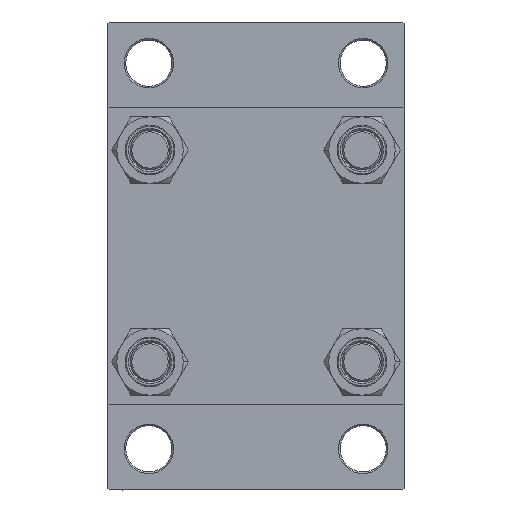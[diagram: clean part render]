
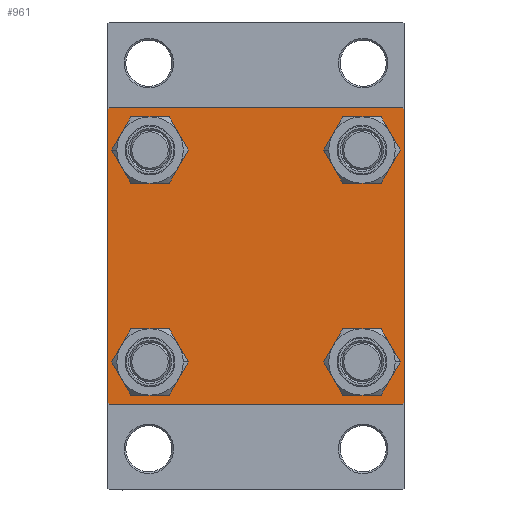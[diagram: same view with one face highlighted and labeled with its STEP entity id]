
A CAD part, left-side view. The second image highlights one B-rep face of the part: STEP entity #961.
In plain terms, the highlighted planar face has unit normal (-1, 0, 0).
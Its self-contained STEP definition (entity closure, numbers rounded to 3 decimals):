
#319 = AXIS2_PLACEMENT_3D ( 'NONE', #38113, #19508, #41701 ) ;
#961 = ADVANCED_FACE ( 'NONE', ( #29274, #32615, #40028, #31914, #10464 ), #17843, .T. ) ;
#1605 = DIRECTION ( 'NONE',  ( 0., 0., 1. ) ) ;
#1754 = CARTESIAN_POINT ( 'NONE',  ( 0., -45., 44.5 ) ) ;
#2310 = VECTOR ( 'NONE', #37293, 1000. ) ;
#2386 = CARTESIAN_POINT ( 'NONE',  ( 0., -44.75, 44.75 ) ) ;
#2454 = CARTESIAN_POINT ( 'NONE',  ( 0., 32.15, 32.15 ) ) ;
#2630 = CARTESIAN_POINT ( 'NONE',  ( 0., -32.15, 25.65 ) ) ;
#2847 = VECTOR ( 'NONE', #24099, 1000. ) ;
#3333 = EDGE_LOOP ( 'NONE', ( #32719, #39533 ) ) ;
#3386 = VECTOR ( 'NONE', #26626, 1000. ) ;
#3970 = ORIENTED_EDGE ( 'NONE', *, *, #30775, .T. ) ;
#4912 = DIRECTION ( 'NONE',  ( 0., 0.707, -0.707 ) ) ;
#5531 = EDGE_CURVE ( 'NONE', #20601, #20679, #20899, .T. ) ;
#5575 = AXIS2_PLACEMENT_3D ( 'NONE', #2454, #45650, #31532 ) ;
#6227 = DIRECTION ( 'NONE',  ( 1., 0., 0. ) ) ;
#6855 = DIRECTION ( 'NONE',  ( 1., 0., 0. ) ) ;
#7496 = CARTESIAN_POINT ( 'NONE',  ( 0., -44.75, -44.75 ) ) ;
#7508 = CARTESIAN_POINT ( 'NONE',  ( 0., 45., -44.5 ) ) ;
#7792 = ORIENTED_EDGE ( 'NONE', *, *, #5531, .T. ) ;
#7875 = CIRCLE ( 'NONE', #5575, 6.5 ) ;
#7879 = EDGE_CURVE ( 'NONE', #20679, #20601, #37777, .T. ) ;
#7965 = CARTESIAN_POINT ( 'NONE',  ( 0., -45., 45. ) ) ;
#8141 = EDGE_CURVE ( 'NONE', #8594, #11123, #9607, .T. ) ;
#8509 = CARTESIAN_POINT ( 'NONE',  ( 0., 45., 44.5 ) ) ;
#8594 = VERTEX_POINT ( 'NONE', #40018 ) ;
#9503 = CARTESIAN_POINT ( 'NONE',  ( 0., -44.5, 45. ) ) ;
#9607 = CIRCLE ( 'NONE', #15686, 6.5 ) ;
#10145 = LINE ( 'NONE', #7496, #16700 ) ;
#10464 = FACE_OUTER_BOUND ( 'NONE', #19255, .T. ) ;
#11123 = VERTEX_POINT ( 'NONE', #16524 ) ;
#11294 = DIRECTION ( 'NONE',  ( 0., 0., -1. ) ) ;
#11366 = EDGE_CURVE ( 'NONE', #34134, #22501, #20750, .T. ) ;
#12085 = CARTESIAN_POINT ( 'NONE',  ( 0., 45., -45. ) ) ;
#12117 = CARTESIAN_POINT ( 'NONE',  ( 0., -32.15, -25.65 ) ) ;
#12222 = ORIENTED_EDGE ( 'NONE', *, *, #32672, .F. ) ;
#12341 = CARTESIAN_POINT ( 'NONE',  ( 0., -32.15, -32.15 ) ) ;
#12595 = ORIENTED_EDGE ( 'NONE', *, *, #36867, .T. ) ;
#12606 = CARTESIAN_POINT ( 'NONE',  ( 0., 44.5, -45. ) ) ;
#12810 = DIRECTION ( 'NONE',  ( 1., 0., 0. ) ) ;
#12942 = CARTESIAN_POINT ( 'NONE',  ( 0., -44.5, -45. ) ) ;
#13282 = CARTESIAN_POINT ( 'NONE',  ( 0., 32.15, 32.15 ) ) ;
#13366 = DIRECTION ( 'NONE',  ( 0., -0.707, -0.707 ) ) ;
#14067 = CARTESIAN_POINT ( 'NONE',  ( 0., 44.75, -44.75 ) ) ;
#14120 = EDGE_CURVE ( 'NONE', #42275, #44917, #17418, .T. ) ;
#14301 = CARTESIAN_POINT ( 'NONE',  ( 0., -32.15, 38.65 ) ) ;
#14487 = EDGE_CURVE ( 'NONE', #34134, #23552, #39914, .T. ) ;
#14848 = DIRECTION ( 'NONE',  ( 0., -1., 0. ) ) ;
#15084 = LINE ( 'NONE', #43714, #37381 ) ;
#15554 = ORIENTED_EDGE ( 'NONE', *, *, #8141, .T. ) ;
#15686 = AXIS2_PLACEMENT_3D ( 'NONE', #43304, #21117, #31607 ) ;
#16096 = EDGE_CURVE ( 'NONE', #11123, #8594, #40197, .T. ) ;
#16524 = CARTESIAN_POINT ( 'NONE',  ( 0., 32.15, -38.65 ) ) ;
#16700 = VECTOR ( 'NONE', #21559, 1000. ) ;
#17085 = AXIS2_PLACEMENT_3D ( 'NONE', #46501, #43151, #21659 ) ;
#17418 = CIRCLE ( 'NONE', #34150, 6.5 ) ;
#17654 = VERTEX_POINT ( 'NONE', #41939 ) ;
#17843 = PLANE ( 'NONE',  #17085 ) ;
#18708 = AXIS2_PLACEMENT_3D ( 'NONE', #24750, #6855, #43357 ) ;
#18928 = LINE ( 'NONE', #27431, #2310 ) ;
#19011 = CARTESIAN_POINT ( 'NONE',  ( 0., 44.5, 45. ) ) ;
#19084 = ORIENTED_EDGE ( 'NONE', *, *, #20077, .T. ) ;
#19255 = EDGE_LOOP ( 'NONE', ( #3970, #32871, #21871, #19084, #38581, #35926, #12222, #26438 ) ) ;
#19259 = ORIENTED_EDGE ( 'NONE', *, *, #42728, .T. ) ;
#19508 = DIRECTION ( 'NONE',  ( 1., 0., 0. ) ) ;
#20077 = EDGE_CURVE ( 'NONE', #20331, #23552, #10145, .T. ) ;
#20331 = VERTEX_POINT ( 'NONE', #12942 ) ;
#20601 = VERTEX_POINT ( 'NONE', #2630 ) ;
#20678 = DIRECTION ( 'NONE',  ( 0., 0., 1. ) ) ;
#20679 = VERTEX_POINT ( 'NONE', #14301 ) ;
#20685 = EDGE_CURVE ( 'NONE', #41349, #27301, #46764, .T. ) ;
#20750 = LINE ( 'NONE', #2386, #2847 ) ;
#20899 = CIRCLE ( 'NONE', #319, 6.5 ) ;
#21117 = DIRECTION ( 'NONE',  ( 1., 0., 0. ) ) ;
#21238 = DIRECTION ( 'NONE',  ( 0., 0., 1. ) ) ;
#21343 = VECTOR ( 'NONE', #4912, 1000. ) ;
#21559 = DIRECTION ( 'NONE',  ( 0., -0.707, 0.707 ) ) ;
#21659 = DIRECTION ( 'NONE',  ( 0., 0., 1. ) ) ;
#21871 = ORIENTED_EDGE ( 'NONE', *, *, #45583, .T. ) ;
#22501 = VERTEX_POINT ( 'NONE', #9503 ) ;
#22623 = EDGE_LOOP ( 'NONE', ( #28445, #7792 ) ) ;
#23046 = AXIS2_PLACEMENT_3D ( 'NONE', #12341, #12810, #1605 ) ;
#23408 = VECTOR ( 'NONE', #11294, 1000. ) ;
#23519 = CARTESIAN_POINT ( 'NONE',  ( 0., 44.75, 44.75 ) ) ;
#23552 = VERTEX_POINT ( 'NONE', #26848 ) ;
#24099 = DIRECTION ( 'NONE',  ( 0., 0.707, 0.707 ) ) ;
#24750 = CARTESIAN_POINT ( 'NONE',  ( 0., -32.15, 32.15 ) ) ;
#25708 = AXIS2_PLACEMENT_3D ( 'NONE', #32505, #43270, #32271 ) ;
#26166 = AXIS2_PLACEMENT_3D ( 'NONE', #28617, #6227, #21238 ) ;
#26438 = ORIENTED_EDGE ( 'NONE', *, *, #31206, .T. ) ;
#26567 = VERTEX_POINT ( 'NONE', #8509 ) ;
#26626 = DIRECTION ( 'NONE',  ( 0., -1., 0. ) ) ;
#26848 = CARTESIAN_POINT ( 'NONE',  ( 0., -45., -44.5 ) ) ;
#27301 = VERTEX_POINT ( 'NONE', #12606 ) ;
#27431 = CARTESIAN_POINT ( 'NONE',  ( 0., 45., 45. ) ) ;
#27828 = DIRECTION ( 'NONE',  ( 1., 0., 0. ) ) ;
#28445 = ORIENTED_EDGE ( 'NONE', *, *, #7879, .T. ) ;
#28617 = CARTESIAN_POINT ( 'NONE',  ( 0., -32.15, -32.15 ) ) ;
#29122 = CIRCLE ( 'NONE', #23046, 6.5 ) ;
#29274 = FACE_BOUND ( 'NONE', #22623, .T. ) ;
#30230 = VERTEX_POINT ( 'NONE', #12117 ) ;
#30775 = EDGE_CURVE ( 'NONE', #26567, #41349, #18928, .T. ) ;
#31206 = EDGE_CURVE ( 'NONE', #41139, #26567, #37588, .T. ) ;
#31322 = EDGE_LOOP ( 'NONE', ( #15554, #43972 ) ) ;
#31532 = DIRECTION ( 'NONE',  ( 0., 0., 1. ) ) ;
#31607 = DIRECTION ( 'NONE',  ( 0., 0., 1. ) ) ;
#31914 = FACE_BOUND ( 'NONE', #3333, .T. ) ;
#32271 = DIRECTION ( 'NONE',  ( 0., 0., 1. ) ) ;
#32505 = CARTESIAN_POINT ( 'NONE',  ( 0., 32.15, -32.15 ) ) ;
#32615 = FACE_BOUND ( 'NONE', #42410, .T. ) ;
#32672 = EDGE_CURVE ( 'NONE', #41139, #22501, #15084, .T. ) ;
#32719 = ORIENTED_EDGE ( 'NONE', *, *, #14120, .T. ) ;
#32871 = ORIENTED_EDGE ( 'NONE', *, *, #20685, .T. ) ;
#34134 = VERTEX_POINT ( 'NONE', #1754 ) ;
#34150 = AXIS2_PLACEMENT_3D ( 'NONE', #13282, #27828, #20678 ) ;
#34671 = CARTESIAN_POINT ( 'NONE',  ( 0., 32.15, 38.65 ) ) ;
#34962 = CARTESIAN_POINT ( 'NONE',  ( 0., 32.15, 25.65 ) ) ;
#35926 = ORIENTED_EDGE ( 'NONE', *, *, #11366, .T. ) ;
#36867 = EDGE_CURVE ( 'NONE', #30230, #17654, #29122, .T. ) ;
#37293 = DIRECTION ( 'NONE',  ( 0., 0., -1. ) ) ;
#37381 = VECTOR ( 'NONE', #14848, 1000. ) ;
#37588 = LINE ( 'NONE', #23519, #21343 ) ;
#37777 = CIRCLE ( 'NONE', #18708, 6.5 ) ;
#38113 = CARTESIAN_POINT ( 'NONE',  ( 0., -32.15, 32.15 ) ) ;
#38581 = ORIENTED_EDGE ( 'NONE', *, *, #14487, .F. ) ;
#38622 = EDGE_CURVE ( 'NONE', #44917, #42275, #7875, .T. ) ;
#39533 = ORIENTED_EDGE ( 'NONE', *, *, #38622, .T. ) ;
#39914 = LINE ( 'NONE', #7965, #23408 ) ;
#40018 = CARTESIAN_POINT ( 'NONE',  ( 0., 32.15, -25.65 ) ) ;
#40028 = FACE_BOUND ( 'NONE', #31322, .T. ) ;
#40197 = CIRCLE ( 'NONE', #25708, 6.5 ) ;
#41125 = VECTOR ( 'NONE', #13366, 1000. ) ;
#41139 = VERTEX_POINT ( 'NONE', #19011 ) ;
#41349 = VERTEX_POINT ( 'NONE', #7508 ) ;
#41402 = CIRCLE ( 'NONE', #26166, 6.5 ) ;
#41701 = DIRECTION ( 'NONE',  ( 0., 0., 1. ) ) ;
#41939 = CARTESIAN_POINT ( 'NONE',  ( 0., -32.15, -38.65 ) ) ;
#42275 = VERTEX_POINT ( 'NONE', #34671 ) ;
#42410 = EDGE_LOOP ( 'NONE', ( #12595, #19259 ) ) ;
#42728 = EDGE_CURVE ( 'NONE', #17654, #30230, #41402, .T. ) ;
#43151 = DIRECTION ( 'NONE',  ( -1., 0., 0. ) ) ;
#43270 = DIRECTION ( 'NONE',  ( 1., 0., 0. ) ) ;
#43304 = CARTESIAN_POINT ( 'NONE',  ( 0., 32.15, -32.15 ) ) ;
#43357 = DIRECTION ( 'NONE',  ( 0., 0., 1. ) ) ;
#43714 = CARTESIAN_POINT ( 'NONE',  ( 0., 45., 45. ) ) ;
#43972 = ORIENTED_EDGE ( 'NONE', *, *, #16096, .T. ) ;
#44785 = LINE ( 'NONE', #12085, #3386 ) ;
#44917 = VERTEX_POINT ( 'NONE', #34962 ) ;
#45583 = EDGE_CURVE ( 'NONE', #27301, #20331, #44785, .T. ) ;
#45650 = DIRECTION ( 'NONE',  ( 1., 0., 0. ) ) ;
#46501 = CARTESIAN_POINT ( 'NONE',  ( 0., 0., 0. ) ) ;
#46764 = LINE ( 'NONE', #14067, #41125 ) ;
